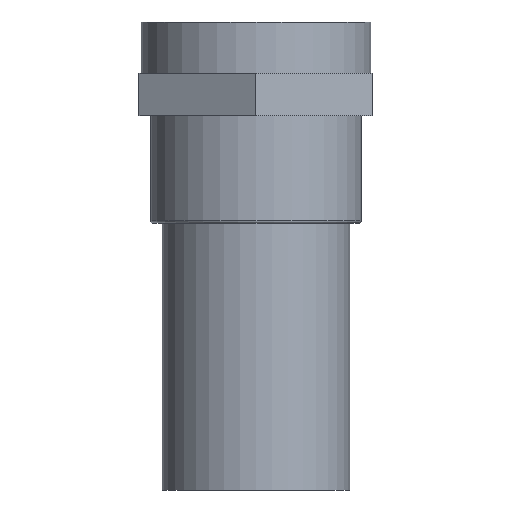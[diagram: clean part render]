
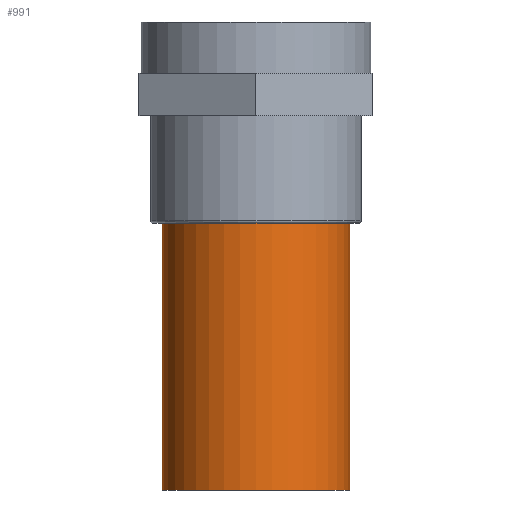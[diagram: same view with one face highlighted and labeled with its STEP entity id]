
A CAD part, front view. The second image highlights one B-rep face of the part: STEP entity #991.
In plain terms, the highlighted cylindrical face has radius 20 mm (diameter 40 mm), a partial arc.
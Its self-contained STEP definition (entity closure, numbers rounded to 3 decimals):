
#27 = LINE ( 'NONE', #398, #58 ) ;
#58 = VECTOR ( 'NONE', #718, 1000. ) ;
#68 = EDGE_CURVE ( 'NONE', #144, #146, #305, .T. ) ;
#79 = DIRECTION ( 'NONE',  ( 1., 0., 0. ) ) ;
#144 = VERTEX_POINT ( 'NONE', #726 ) ;
#146 = VERTEX_POINT ( 'NONE', #1048 ) ;
#151 = ORIENTED_EDGE ( 'NONE', *, *, #68, .T. ) ;
#155 = EDGE_LOOP ( 'NONE', ( #492, #151, #841, #627 ) ) ;
#185 = CYLINDRICAL_SURFACE ( 'NONE', #693, 20. ) ;
#244 = CARTESIAN_POINT ( 'NONE',  ( 20., 0., -43. ) ) ;
#255 = AXIS2_PLACEMENT_3D ( 'NONE', #394, #713, #1034 ) ;
#284 = CARTESIAN_POINT ( 'NONE',  ( -20., 0., -43. ) ) ;
#293 = CARTESIAN_POINT ( 'NONE',  ( 20., 0., 0. ) ) ;
#304 = EDGE_CURVE ( 'NONE', #1094, #871, #353, .T. ) ;
#305 = CIRCLE ( 'NONE', #255, 20. ) ;
#349 = CARTESIAN_POINT ( 'NONE',  ( 0., 0., -43. ) ) ;
#353 = CIRCLE ( 'NONE', #1080, 20. ) ;
#394 = CARTESIAN_POINT ( 'NONE',  ( 0., 0., -100. ) ) ;
#398 = CARTESIAN_POINT ( 'NONE',  ( -20., 0., 0. ) ) ;
#460 = EDGE_CURVE ( 'NONE', #146, #871, #1016, .T. ) ;
#492 = ORIENTED_EDGE ( 'NONE', *, *, #795, .F. ) ;
#515 = CARTESIAN_POINT ( 'NONE',  ( 0., 0., 0. ) ) ;
#616 = DIRECTION ( 'NONE',  ( 0., 0., 1. ) ) ;
#627 = ORIENTED_EDGE ( 'NONE', *, *, #304, .F. ) ;
#672 = DIRECTION ( 'NONE',  ( 0., 0., 1. ) ) ;
#693 = AXIS2_PLACEMENT_3D ( 'NONE', #515, #831, #79 ) ;
#713 = DIRECTION ( 'NONE',  ( 0., 0., 1. ) ) ;
#718 = DIRECTION ( 'NONE',  ( 0., 0., 1. ) ) ;
#726 = CARTESIAN_POINT ( 'NONE',  ( -20., 0., -100. ) ) ;
#795 = EDGE_CURVE ( 'NONE', #144, #1094, #27, .T. ) ;
#831 = DIRECTION ( 'NONE',  ( 0., 0., 1. ) ) ;
#841 = ORIENTED_EDGE ( 'NONE', *, *, #460, .T. ) ;
#871 = VERTEX_POINT ( 'NONE', #244 ) ;
#911 = FACE_OUTER_BOUND ( 'NONE', #155, .T. ) ;
#991 = ADVANCED_FACE ( 'NONE', ( #911 ), #185, .T. ) ;
#993 = DIRECTION ( 'NONE',  ( 1., 0., 0. ) ) ;
#1016 = LINE ( 'NONE', #293, #1023 ) ;
#1023 = VECTOR ( 'NONE', #616, 1000. ) ;
#1034 = DIRECTION ( 'NONE',  ( 1., 0., 0. ) ) ;
#1048 = CARTESIAN_POINT ( 'NONE',  ( 20., 0., -100. ) ) ;
#1080 = AXIS2_PLACEMENT_3D ( 'NONE', #349, #672, #993 ) ;
#1094 = VERTEX_POINT ( 'NONE', #284 ) ;
